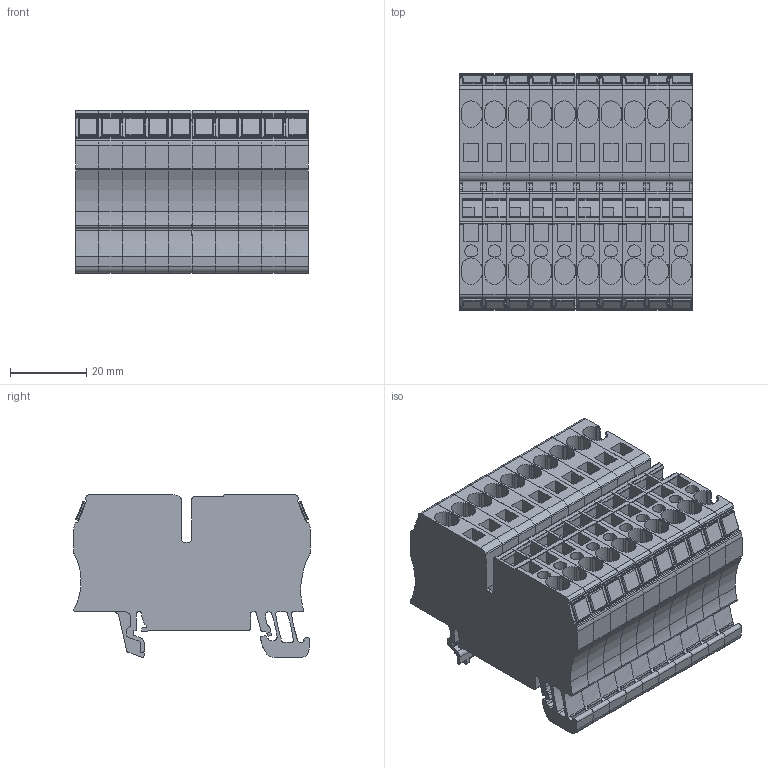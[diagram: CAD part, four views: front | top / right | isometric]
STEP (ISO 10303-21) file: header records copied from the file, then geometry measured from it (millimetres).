
FILE_DESCRIPTION(('CATIA V5R22 STEP214','CAx-IF Rec.Pracs.--- Model Styling and Organization---1.4--- 2014-01-23'),'2;1');
FILE_NAME ('D1454321_1', '2022-01-25T08:48:45+00:00', ('Weidmueller Interface'), ('Weidmueller'), 'CATIA Version 5-6 Release 2016 SP3 HF44', 'CATIA V5 STEP AP214', 'none');
FILE_SCHEMA(('AUTOMOTIVE_DESIGN { 1 0 10303 214 1 1 1 1 }'));
Products named in the file (1): 1651900000
Bounding box: 61 x 61.99 x 42.6 mm (x, y, z)
Volume: 110012.9 mm3; surface area: 72470.7 mm2
Topology: 30 solids, 30 shells, 3820 faces, 10950 edges, 7250 vertices
Faces by surface type: plane 2430, cylinder 1390
Entity records: 122841 total; most frequent: CARTESIAN_POINT 25541, ORIENTED_EDGE 21900, DIRECTION 16790, EDGE_CURVE 10950, VECTOR 8050, LINE 8050, VERTEX_POINT 7250, AXIS2_PLACEMENT_3D 5561
